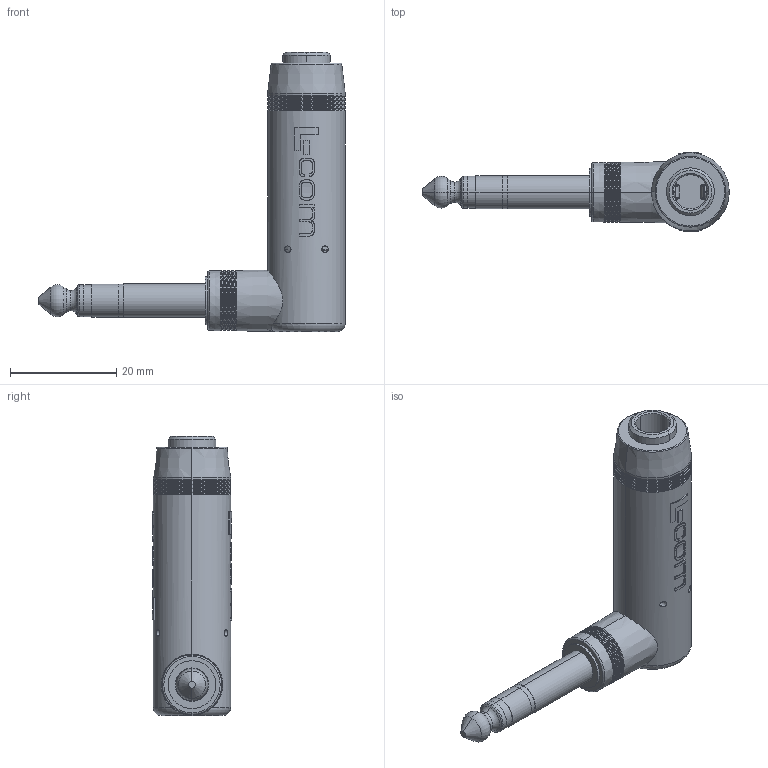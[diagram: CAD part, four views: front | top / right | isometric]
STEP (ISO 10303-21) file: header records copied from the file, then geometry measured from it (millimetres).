
FILE_DESCRIPTION (( 'STEP AP214' ), '1' );
FILE_NAME ('RA-14M214F.STEP', '2012-12-05T15:14:16', ( 'x' ), ( '' ), 'SwSTEP 2.0', 'SolidWorks 2012', '' );
FILE_SCHEMA (( 'AUTOMOTIVE_DESIGN' ));
Length unit declared in the file: millimetre
Products named in the file (11): MTN-705(PREMOLDING FOR RA-14M214F); 1AA12-036; 6.35mm PHONE JACK SHELL___; INSULATION___; FRONT RING___; PIN(SHORT)___; PIN(LONG)___; COVER___; 1AA12-037___; RA-14M214F; MTN-706(OVERMOLDING FOR RA-14M214F)
Assembly tree (10 placements, depth 3):
  RA-14M214F
    1AA12-037___
    1AA12-036
      COVER___
      PIN(LONG)___
      PIN(SHORT)___
      FRONT RING___
      INSULATION___
      6.35mm PHONE JACK SHELL___
    MTN-705(PREMOLDING FOR RA-14M214F)
    MTN-706(OVERMOLDING FOR RA-14M214F)
Bounding box: 57.66 x 15 x 52.5 mm (x, y, z)
Volume: 9243.9 mm3; surface area: 13014.2 mm2
Topology: 15 solids, 15 shells, 560 faces, 1330 edges, 819 vertices
Faces by surface type: plane 188, cylinder 153, torus 106, cone 55, bspline 52, sphere 6
Entity records: 19012 total; most frequent: CARTESIAN_POINT 5128, DIRECTION 2741, ORIENTED_EDGE 2648, EDGE_CURVE 1324, AXIS2_PLACEMENT_3D 1091, VERTEX_POINT 819, EDGE_LOOP 605, CIRCLE 569
